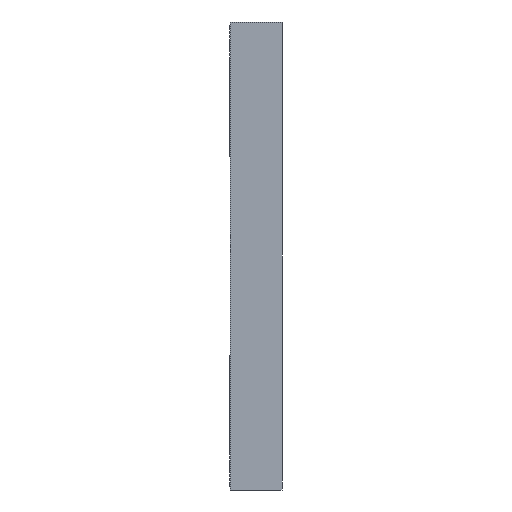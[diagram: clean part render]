
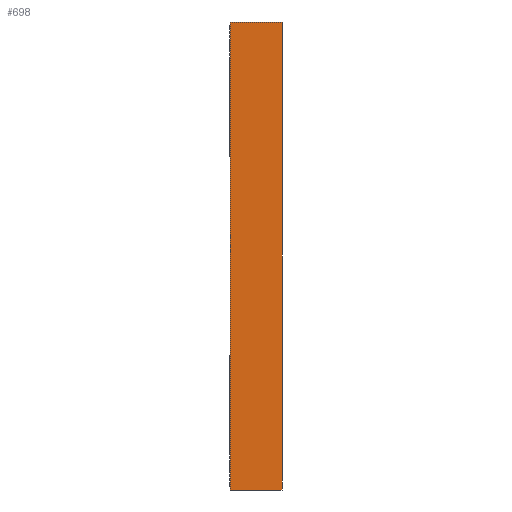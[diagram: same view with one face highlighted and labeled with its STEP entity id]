
A CAD part, left-side view. The second image highlights one B-rep face of the part: STEP entity #698.
In plain terms, the highlighted planar face has unit normal (-1, 0, 0).
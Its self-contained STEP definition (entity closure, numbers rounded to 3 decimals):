
#2 = DIRECTION ( 'NONE',  ( 0., 0., 1. ) ) ;
#10 = VECTOR ( 'NONE', #761, 1000. ) ;
#21 = VERTEX_POINT ( 'NONE', #241 ) ;
#41 = EDGE_CURVE ( 'NONE', #364, #320, #157, .T. ) ;
#60 = VECTOR ( 'NONE', #400, 1000. ) ;
#104 = FACE_OUTER_BOUND ( 'NONE', #725, .T. ) ;
#113 = CARTESIAN_POINT ( 'NONE',  ( -45., 0., -45. ) ) ;
#154 = CARTESIAN_POINT ( 'NONE',  ( -45., 10., -45. ) ) ;
#157 = LINE ( 'NONE', #113, #774 ) ;
#161 = DIRECTION ( 'NONE',  ( 1., 0., 0. ) ) ;
#163 = EDGE_CURVE ( 'NONE', #21, #320, #389, .T. ) ;
#169 = VERTEX_POINT ( 'NONE', #154 ) ;
#205 = CARTESIAN_POINT ( 'NONE',  ( -45., 0., 45. ) ) ;
#207 = EDGE_CURVE ( 'NONE', #169, #364, #710, .T. ) ;
#224 = CARTESIAN_POINT ( 'NONE',  ( -45., 10., -45. ) ) ;
#230 = CARTESIAN_POINT ( 'NONE',  ( -45., 10., 45. ) ) ;
#241 = CARTESIAN_POINT ( 'NONE',  ( -45., 10., 45. ) ) ;
#261 = EDGE_CURVE ( 'NONE', #169, #21, #673, .T. ) ;
#287 = PLANE ( 'NONE',  #624 ) ;
#320 = VERTEX_POINT ( 'NONE', #205 ) ;
#329 = CARTESIAN_POINT ( 'NONE',  ( -45., 0., -45. ) ) ;
#343 = ORIENTED_EDGE ( 'NONE', *, *, #163, .F. ) ;
#364 = VERTEX_POINT ( 'NONE', #329 ) ;
#389 = LINE ( 'NONE', #230, #60 ) ;
#393 = CARTESIAN_POINT ( 'NONE',  ( -45., 10., -45. ) ) ;
#400 = DIRECTION ( 'NONE',  ( 0., -1., 0. ) ) ;
#506 = ORIENTED_EDGE ( 'NONE', *, *, #41, .T. ) ;
#521 = DIRECTION ( 'NONE',  ( 0., 0., -1. ) ) ;
#585 = ORIENTED_EDGE ( 'NONE', *, *, #261, .F. ) ;
#624 = AXIS2_PLACEMENT_3D ( 'NONE', #224, #161, #521 ) ;
#645 = CARTESIAN_POINT ( 'NONE',  ( -45., 10., -45. ) ) ;
#673 = LINE ( 'NONE', #393, #10 ) ;
#690 = VECTOR ( 'NONE', #699, 1000. ) ;
#698 = ADVANCED_FACE ( 'NONE', ( #104 ), #287, .F. ) ;
#699 = DIRECTION ( 'NONE',  ( 0., -1., 0. ) ) ;
#710 = LINE ( 'NONE', #645, #690 ) ;
#725 = EDGE_LOOP ( 'NONE', ( #506, #343, #585, #743 ) ) ;
#743 = ORIENTED_EDGE ( 'NONE', *, *, #207, .T. ) ;
#761 = DIRECTION ( 'NONE',  ( 0., 0., 1. ) ) ;
#774 = VECTOR ( 'NONE', #2, 1000. ) ;
